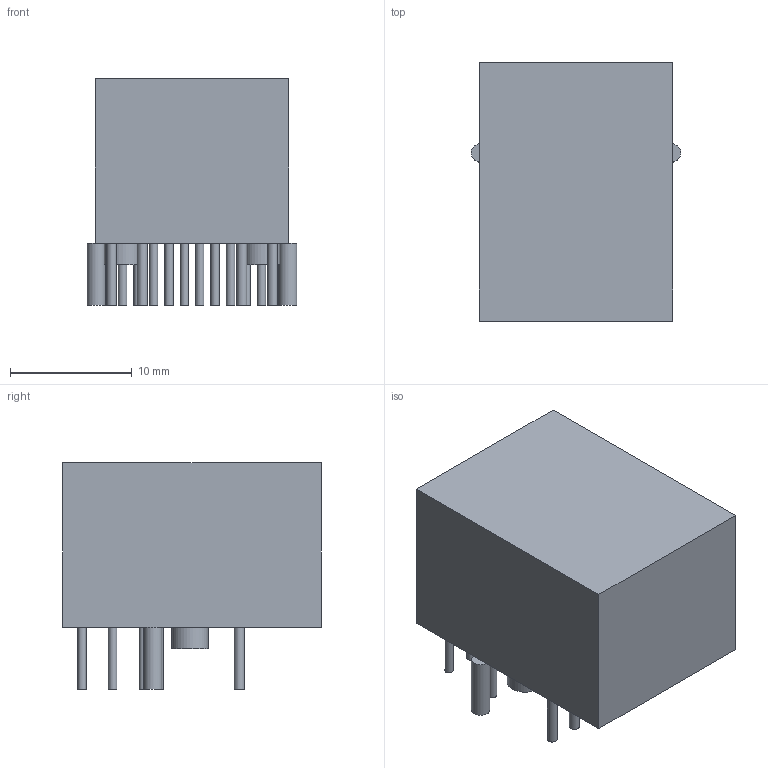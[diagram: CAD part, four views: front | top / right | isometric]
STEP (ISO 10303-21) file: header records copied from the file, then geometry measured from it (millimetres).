
FILE_DESCRIPTION(('FreeCAD Model'),'2;1');
FILE_NAME('15377826.1.10.stp','2021-10-24T15:00:56',( 'Author'),(''),'Open CASCADE STEP processor 6.9','FreeCAD','Unknown' );
FILE_SCHEMA(('AUTOMOTIVE_DESIGN { 1 0 10303 214 1 1 1 1 }'));
Length unit declared in the file: millimetre
Products named in the file (4): ASSEMBLY; Body; Lugs; Leads
Assembly tree (3 placements, depth 2):
  ASSEMBLY
    Body
    Lugs
    Leads
Bounding box: 17.25 x 21.25 x 18.6 mm (x, y, z)
Volume: 4651.6 mm3; surface area: 2022.8 mm2
Topology: 23 solids, 23 shells, 72 faces, 78 edges, 52 vertices
Faces by surface type: plane 50, cylinder 22
Full cylindrical faces by diameter (mm): 0.7 x14, 0.82 x4, 1.5 x2, 3 x2
Entity records: 2612 total; most frequent: DIRECTION 430, CARTESIAN_POINT 362, ORIENTED_EDGE 156, PCURVE 156, DEFINITIONAL_REPRESENTATION 156, LINE 146, VECTOR 146, AXIS2_PLACEMENT_3D 120
